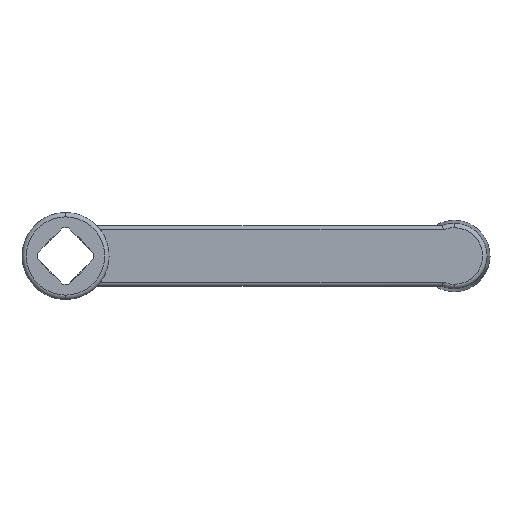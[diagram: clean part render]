
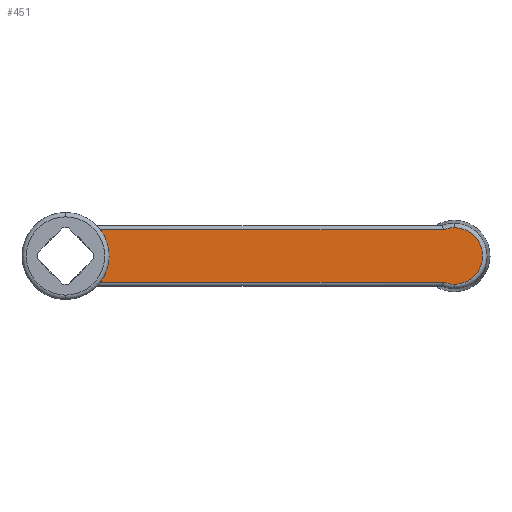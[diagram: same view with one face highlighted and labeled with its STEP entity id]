
A CAD part, left-side view. The second image highlights one B-rep face of the part: STEP entity #451.
In plain terms, the highlighted planar face has unit normal (-1, 0, 0).
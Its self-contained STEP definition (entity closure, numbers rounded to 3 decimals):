
#351=EDGE_CURVE('',#777,#473,#950,.T.);
#441=EDGE_CURVE('',#473,#787,#1048,.T.);
#451=ADVANCED_FACE('',(#1061),#1062,.T.);
#455=VERTEX_POINT('',#1066);
#473=VERTEX_POINT('',#1084);
#483=EDGE_CURVE('',#791,#455,#1096,.T.);
#585=EDGE_CURVE('',#455,#787,#1211,.T.);
#751=EDGE_CURVE('',#777,#781,#1391,.T.);
#777=VERTEX_POINT('',#1421);
#781=VERTEX_POINT('',#1425);
#787=VERTEX_POINT('',#1431);
#791=VERTEX_POINT('',#1435);
#807=EDGE_CURVE('',#781,#791,#1453,.T.);
#950=CIRCLE('',#1653,14.0);
#1048=LINE('',#1861,#1862);
#1061=FACE_OUTER_BOUND('',#1878,.T.);
#1062=PLANE('',#1879);
#1066=CARTESIAN_POINT('',(18.8,-125.0,9.1));
#1084=CARTESIAN_POINT('',(18.8,-11.2,8.4));
#1096=CIRCLE('',#1948,9.1);
#1211=CIRCLE('',#2102,9.1);
#1391=LINE('',#2432,#2433);
#1421=CARTESIAN_POINT('',(18.8,-11.2,-8.4));
#1425=CARTESIAN_POINT('',(18.8,-121.5,-8.4));
#1431=CARTESIAN_POINT('',(18.8,-121.5,8.4));
#1435=CARTESIAN_POINT('',(18.8,-125.0,-9.1));
#1453=CIRCLE('',#2520,9.1);
#1653=AXIS2_PLACEMENT_3D('',#2712,#2713,#2714);
#1861=CARTESIAN_POINT('',(18.8,0.,8.4));
#1862=VECTOR('',#2831,1.0);
#1878=EDGE_LOOP('',(#2869,#2870,#2871,#2872,#2873,#2874));
#1879=AXIS2_PLACEMENT_3D('',#2875,#2876,#2877);
#1948=AXIS2_PLACEMENT_3D('',#2907,#2908,#2909);
#2102=AXIS2_PLACEMENT_3D('',#3065,#3066,#3067);
#2432=CARTESIAN_POINT('',(18.8,0.,-8.4));
#2433=VECTOR('',#3241,1.0);
#2520=AXIS2_PLACEMENT_3D('',#3315,#3316,#3317);
#2712=CARTESIAN_POINT('',(18.8,0.0,0.0));
#2713=DIRECTION('',(-1.0,0.,0.));
#2714=DIRECTION('',(0.,0.,-1.0));
#2831=DIRECTION('',(0.0,-1.0,0.));
#2869=ORIENTED_EDGE('',*,*,#751,.T.);
#2870=ORIENTED_EDGE('',*,*,#807,.T.);
#2871=ORIENTED_EDGE('',*,*,#483,.T.);
#2872=ORIENTED_EDGE('',*,*,#585,.T.);
#2873=ORIENTED_EDGE('',*,*,#441,.F.);
#2874=ORIENTED_EDGE('',*,*,#351,.F.);
#2875=CARTESIAN_POINT('',(18.8,0.,-8.4));
#2876=DIRECTION('',(-1.0,0.,0.));
#2877=DIRECTION('',(0.,0.,-1.0));
#2907=CARTESIAN_POINT('',(18.8,-125.0,0.0));
#2908=DIRECTION('',(-1.0,0.0,0.0));
#2909=DIRECTION('',(0.0,1.0,0.0));
#3065=CARTESIAN_POINT('',(18.8,-125.0,0.0));
#3066=DIRECTION('',(-1.0,0.0,0.0));
#3067=DIRECTION('',(0.0,1.0,0.0));
#3241=DIRECTION('',(0.0,-1.0,0.));
#3315=CARTESIAN_POINT('',(18.8,-125.0,0.0));
#3316=DIRECTION('',(-1.0,0.0,0.0));
#3317=DIRECTION('',(0.0,1.0,0.0));
